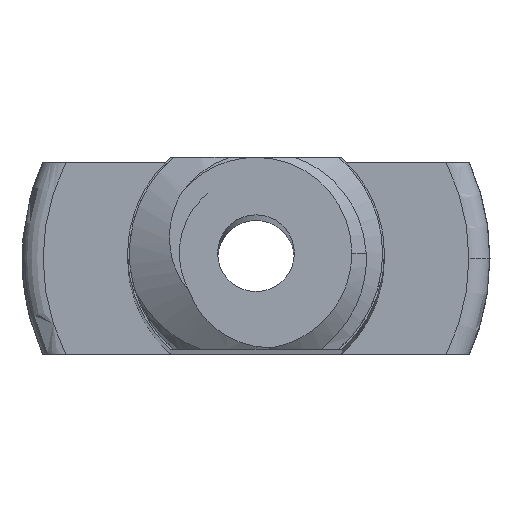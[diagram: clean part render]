
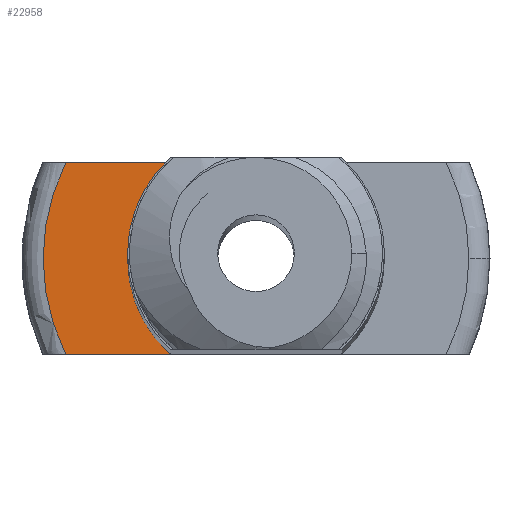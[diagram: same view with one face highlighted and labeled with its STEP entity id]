
A CAD part, top view. The second image highlights one B-rep face of the part: STEP entity #22958.
In plain terms, the highlighted planar face has unit normal (0, 0, 1).
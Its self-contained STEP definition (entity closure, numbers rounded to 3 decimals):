
#5503 = PLANE('',#5504);
#5504 = AXIS2_PLACEMENT_3D('',#5505,#5506,#5507);
#5505 = CARTESIAN_POINT('',(-12.5,-2.5,200.));
#5506 = DIRECTION('',(0.,1.,0.));
#5507 = DIRECTION('',(-1.,0.,0.));
#6292 = PLANE('',#6293);
#6293 = AXIS2_PLACEMENT_3D('',#6294,#6295,#6296);
#6294 = CARTESIAN_POINT('',(-12.5,2.5,200.));
#6295 = DIRECTION('',(0.,-1.,0.));
#6296 = DIRECTION('',(1.,0.,0.));
#7975 = VERTEX_POINT('',#7976);
#7976 = CARTESIAN_POINT('',(-2.23,-2.5,0.));
#7990 = CYLINDRICAL_SURFACE('',#7991,3.35);
#7991 = AXIS2_PLACEMENT_3D('',#7992,#7993,#7994);
#7992 = CARTESIAN_POINT('',(0.,0.,73.6
    ));
#7993 = DIRECTION('',(0.,0.,-1.));
#7994 = DIRECTION('',(1.,0.,0.));
#8002 = EDGE_CURVE('',#8003,#7975,#8005,.T.);
#8003 = VERTEX_POINT('',#8004);
#8004 = CARTESIAN_POINT('',(-4.955,-2.5,0.));
#8005 = SURFACE_CURVE('',#8006,(#8010,#8017),.PCURVE_S1.);
#8006 = LINE('',#8007,#8008);
#8007 = CARTESIAN_POINT('',(-6.25,-2.5,0.));
#8008 = VECTOR('',#8009,1.);
#8009 = DIRECTION('',(1.,0.,0.));
#8010 = PCURVE('',#5503,#8011);
#8011 = DEFINITIONAL_REPRESENTATION('',(#8012),#8016);
#8012 = LINE('',#8013,#8014);
#8013 = CARTESIAN_POINT('',(-6.25,-200.));
#8014 = VECTOR('',#8015,1.);
#8015 = DIRECTION('',(-1.,0.));
#8016 = ( GEOMETRIC_REPRESENTATION_CONTEXT(2) 
PARAMETRIC_REPRESENTATION_CONTEXT() REPRESENTATION_CONTEXT('2D SPACE',''
  ) );
#8017 = PCURVE('',#8018,#8023);
#8018 = PLANE('',#8019);
#8019 = AXIS2_PLACEMENT_3D('',#8020,#8021,#8022);
#8020 = CARTESIAN_POINT('',(0.,0.,
    0.));
#8021 = DIRECTION('',(0.,0.,-1.));
#8022 = DIRECTION('',(1.,0.,0.));
#8023 = DEFINITIONAL_REPRESENTATION('',(#8024),#8028);
#8024 = LINE('',#8025,#8026);
#8025 = CARTESIAN_POINT('',(-6.25,2.5));
#8026 = VECTOR('',#8027,1.);
#8027 = DIRECTION('',(1.,0.));
#8028 = ( GEOMETRIC_REPRESENTATION_CONTEXT(2) 
PARAMETRIC_REPRESENTATION_CONTEXT() REPRESENTATION_CONTEXT('2D SPACE',''
  ) );
#8084 = TOROIDAL_SURFACE('',#8085,5.55,0.55);
#8085 = AXIS2_PLACEMENT_3D('',#8086,#8087,#8088);
#8086 = CARTESIAN_POINT('',(0.,0.,-0.55)
  );
#8087 = DIRECTION('',(0.,0.,1.));
#8088 = DIRECTION('',(1.,0.,0.));
#21794 = VERTEX_POINT('',#21795);
#21795 = CARTESIAN_POINT('',(-2.23,2.5,0.));
#21816 = EDGE_CURVE('',#21817,#21794,#21819,.T.);
#21817 = VERTEX_POINT('',#21818);
#21818 = CARTESIAN_POINT('',(-4.955,2.5,0.));
#21819 = SURFACE_CURVE('',#21820,(#21824,#21831),.PCURVE_S1.);
#21820 = LINE('',#21821,#21822);
#21821 = CARTESIAN_POINT('',(-6.25,2.5,0.));
#21822 = VECTOR('',#21823,1.);
#21823 = DIRECTION('',(1.,0.,0.));
#21824 = PCURVE('',#6292,#21825);
#21825 = DEFINITIONAL_REPRESENTATION('',(#21826),#21830);
#21826 = LINE('',#21827,#21828);
#21827 = CARTESIAN_POINT('',(6.25,-200.));
#21828 = VECTOR('',#21829,1.);
#21829 = DIRECTION('',(1.,0.));
#21830 = ( GEOMETRIC_REPRESENTATION_CONTEXT(2) 
PARAMETRIC_REPRESENTATION_CONTEXT() REPRESENTATION_CONTEXT('2D SPACE',''
  ) );
#21831 = PCURVE('',#8018,#21832);
#21832 = DEFINITIONAL_REPRESENTATION('',(#21833),#21837);
#21833 = LINE('',#21834,#21835);
#21834 = CARTESIAN_POINT('',(-6.25,-2.5));
#21835 = VECTOR('',#21836,1.);
#21836 = DIRECTION('',(1.,0.));
#21837 = ( GEOMETRIC_REPRESENTATION_CONTEXT(2) 
PARAMETRIC_REPRESENTATION_CONTEXT() REPRESENTATION_CONTEXT('2D SPACE',''
  ) );
#22887 = EDGE_CURVE('',#7975,#21794,#22888,.T.);
#22888 = SURFACE_CURVE('',#22889,(#22894,#22901),.PCURVE_S1.);
#22889 = CIRCLE('',#22890,3.35);
#22890 = AXIS2_PLACEMENT_3D('',#22891,#22892,#22893);
#22891 = CARTESIAN_POINT('',(0.,0.,
    0.));
#22892 = DIRECTION('',(0.,0.,-1.));
#22893 = DIRECTION('',(1.,0.,0.));
#22894 = PCURVE('',#7990,#22895);
#22895 = DEFINITIONAL_REPRESENTATION('',(#22896),#22900);
#22896 = LINE('',#22897,#22898);
#22897 = CARTESIAN_POINT('',(0.,73.6));
#22898 = VECTOR('',#22899,1.);
#22899 = DIRECTION('',(1.,0.));
#22900 = ( GEOMETRIC_REPRESENTATION_CONTEXT(2) 
PARAMETRIC_REPRESENTATION_CONTEXT() REPRESENTATION_CONTEXT('2D SPACE',''
  ) );
#22901 = PCURVE('',#8018,#22902);
#22902 = DEFINITIONAL_REPRESENTATION('',(#22903),#22907);
#22903 = CIRCLE('',#22904,3.35);
#22904 = AXIS2_PLACEMENT_2D('',#22905,#22906);
#22905 = CARTESIAN_POINT('',(0.,0.));
#22906 = DIRECTION('',(1.,0.));
#22907 = ( GEOMETRIC_REPRESENTATION_CONTEXT(2) 
PARAMETRIC_REPRESENTATION_CONTEXT() REPRESENTATION_CONTEXT('2D SPACE',''
  ) );
#22958 = ADVANCED_FACE('',(#22959),#8018,.F.);
#22959 = FACE_BOUND('',#22960,.T.);
#22960 = EDGE_LOOP('',(#22961,#22962,#22963,#22964));
#22961 = ORIENTED_EDGE('',*,*,#8002,.T.);
#22962 = ORIENTED_EDGE('',*,*,#22887,.T.);
#22963 = ORIENTED_EDGE('',*,*,#21816,.F.);
#22964 = ORIENTED_EDGE('',*,*,#22965,.F.);
#22965 = EDGE_CURVE('',#8003,#21817,#22966,.T.);
#22966 = SURFACE_CURVE('',#22967,(#22972,#22979),.PCURVE_S1.);
#22967 = CIRCLE('',#22968,5.55);
#22968 = AXIS2_PLACEMENT_3D('',#22969,#22970,#22971);
#22969 = CARTESIAN_POINT('',(0.,0.,
    0.));
#22970 = DIRECTION('',(0.,0.,-1.));
#22971 = DIRECTION('',(1.,0.,0.));
#22972 = PCURVE('',#8018,#22973);
#22973 = DEFINITIONAL_REPRESENTATION('',(#22974),#22978);
#22974 = CIRCLE('',#22975,5.55);
#22975 = AXIS2_PLACEMENT_2D('',#22976,#22977);
#22976 = CARTESIAN_POINT('',(0.,0.));
#22977 = DIRECTION('',(1.,0.));
#22978 = ( GEOMETRIC_REPRESENTATION_CONTEXT(2) 
PARAMETRIC_REPRESENTATION_CONTEXT() REPRESENTATION_CONTEXT('2D SPACE',''
  ) );
#22979 = PCURVE('',#8084,#22980);
#22980 = DEFINITIONAL_REPRESENTATION('',(#22981),#22985);
#22981 = LINE('',#22982,#22983);
#22982 = CARTESIAN_POINT('',(-0.,7.854));
#22983 = VECTOR('',#22984,1.);
#22984 = DIRECTION('',(-1.,0.));
#22985 = ( GEOMETRIC_REPRESENTATION_CONTEXT(2) 
PARAMETRIC_REPRESENTATION_CONTEXT() REPRESENTATION_CONTEXT('2D SPACE',''
  ) );
